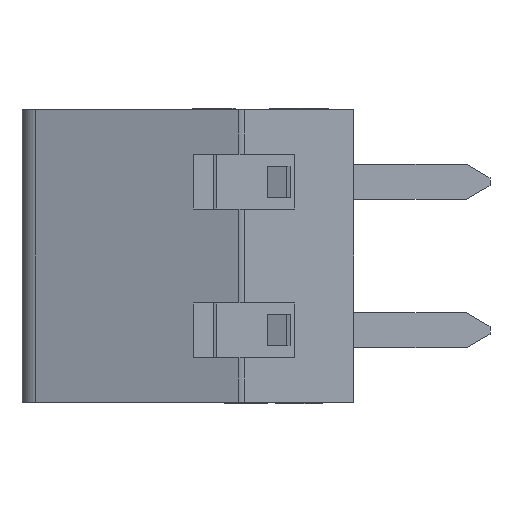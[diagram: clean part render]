
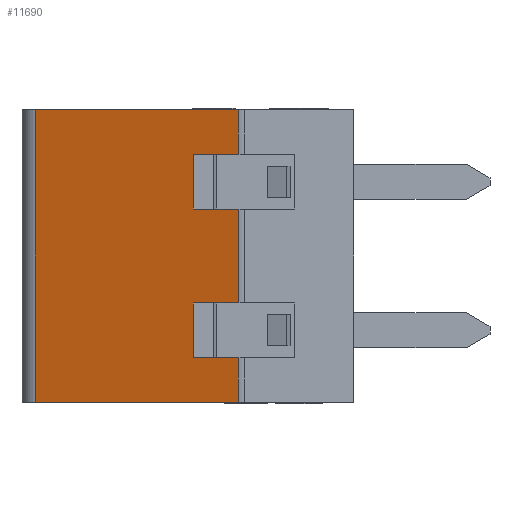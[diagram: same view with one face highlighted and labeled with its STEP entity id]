
A CAD part, left-side view. The second image highlights one B-rep face of the part: STEP entity #11690.
In plain terms, the highlighted planar face has unit normal (-0.951, 0.309, 0).
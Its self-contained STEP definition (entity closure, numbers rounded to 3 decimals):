
#1298=DIRECTION('',(0.,0.,1.));
#1299=VECTOR('',#1298,1.15);
#1300=CARTESIAN_POINT('',(-3.676,2.955,0.701));
#1301=LINE('',#1300,#1299);
#1340=DIRECTION('',(0.,0.,1.));
#1341=VECTOR('',#1340,2.41);
#1342=CARTESIAN_POINT('',(-3.676,2.955,-3.109));
#1343=LINE('',#1342,#1341);
#1382=DIRECTION('',(0.,0.,1.));
#1383=VECTOR('',#1382,1.15);
#1384=CARTESIAN_POINT('',(-3.676,2.955,-5.659));
#1385=LINE('',#1384,#1383);
#1386=DIRECTION('',(-0.309,-0.951,0.));
#1387=VECTOR('',#1386,5.468);
#1388=CARTESIAN_POINT('',(-1.986,8.155,-5.659));
#1389=LINE('',#1388,#1387);
#1390=DIRECTION('',(0.,0.,1.));
#1391=VECTOR('',#1390,7.51);
#1392=CARTESIAN_POINT('',(-1.986,8.155,-5.659));
#1393=LINE('',#1392,#1391);
#1394=DIRECTION('',(-0.309,-0.951,0.));
#1395=VECTOR('',#1394,5.468);
#1396=CARTESIAN_POINT('',(-1.986,8.155,1.851));
#1397=LINE('',#1396,#1395);
#1398=DIRECTION('',(0.309,0.951,0.));
#1399=VECTOR('',#1398,1.215);
#1400=CARTESIAN_POINT('',(-3.676,2.955,0.701));
#1401=LINE('',#1400,#1399);
#1402=DIRECTION('',(0.,0.,1.));
#1403=VECTOR('',#1402,1.4);
#1404=CARTESIAN_POINT('',(-3.3,4.11,-0.699));
#1405=LINE('',#1404,#1403);
#1406=DIRECTION('',(0.309,0.951,0.));
#1407=VECTOR('',#1406,1.215);
#1408=CARTESIAN_POINT('',(-3.676,2.955,-0.699));
#1409=LINE('',#1408,#1407);
#1410=DIRECTION('',(0.309,0.951,0.));
#1411=VECTOR('',#1410,1.215);
#1412=CARTESIAN_POINT('',(-3.676,2.955,-3.109));
#1413=LINE('',#1412,#1411);
#1414=DIRECTION('',(0.,0.,1.));
#1415=VECTOR('',#1414,1.4);
#1416=CARTESIAN_POINT('',(-3.3,4.11,-4.509));
#1417=LINE('',#1416,#1415);
#1418=DIRECTION('',(0.309,0.951,0.));
#1419=VECTOR('',#1418,1.215);
#1420=CARTESIAN_POINT('',(-3.676,2.955,-4.509));
#1421=LINE('',#1420,#1419);
#8307=CARTESIAN_POINT('',(-3.3,4.11,-0.699));
#8308=VERTEX_POINT('',#8307);
#8309=CARTESIAN_POINT('',(-3.3,4.11,0.701));
#8310=VERTEX_POINT('',#8309);
#8403=CARTESIAN_POINT('',(-3.676,2.955,-0.699));
#8404=VERTEX_POINT('',#8403);
#8405=CARTESIAN_POINT('',(-3.676,2.955,0.701));
#8406=VERTEX_POINT('',#8405);
#8419=CARTESIAN_POINT('',(-1.986,8.155,1.851));
#8420=VERTEX_POINT('',#8419);
#8421=CARTESIAN_POINT('',(-3.676,2.955,1.851));
#8422=VERTEX_POINT('',#8421);
#8435=CARTESIAN_POINT('',(-1.986,8.155,-5.659));
#8436=VERTEX_POINT('',#8435);
#8437=CARTESIAN_POINT('',(-3.676,2.955,-5.659));
#8438=VERTEX_POINT('',#8437);
#8519=CARTESIAN_POINT('',(-3.676,2.955,-4.509));
#8520=CARTESIAN_POINT('',(-3.3,4.11,-4.509));
#8521=VERTEX_POINT('',#8519);
#8522=VERTEX_POINT('',#8520);
#8523=CARTESIAN_POINT('',(-3.3,4.11,-3.109));
#8524=VERTEX_POINT('',#8523);
#8525=CARTESIAN_POINT('',(-3.676,2.955,-3.109));
#8526=VERTEX_POINT('',#8525);
#11668=CARTESIAN_POINT('',(-1.986,8.155,-1.904));
#11669=DIRECTION('',(-0.951,0.309,0.));
#11670=DIRECTION('',(-0.309,-0.951,0.));
#11671=AXIS2_PLACEMENT_3D('',#11668,#11669,#11670);
#11672=PLANE('',#11671);
#11673=ORIENTED_EDGE('',*,*,#10734,.F.);
#11675=ORIENTED_EDGE('',*,*,#11674,.T.);
#11676=ORIENTED_EDGE('',*,*,#11217,.T.);
#11677=ORIENTED_EDGE('',*,*,#11482,.F.);
#11678=ORIENTED_EDGE('',*,*,#11498,.T.);
#11680=ORIENTED_EDGE('',*,*,#11679,.F.);
#11681=ORIENTED_EDGE('',*,*,#11555,.F.);
#11682=ORIENTED_EDGE('',*,*,#11571,.F.);
#11683=ORIENTED_EDGE('',*,*,#11589,.T.);
#11685=ORIENTED_EDGE('',*,*,#11684,.F.);
#11686=ORIENTED_EDGE('',*,*,#11646,.F.);
#11687=ORIENTED_EDGE('',*,*,#11661,.F.);
#11688=EDGE_LOOP('',(#11673,#11675,#11676,#11677,#11678,#11680,#11681,#11682,
#11683,#11685,#11686,#11687));
#11689=FACE_OUTER_BOUND('',#11688,.F.);
#11690=ADVANCED_FACE('',(#11689),#11672,.T.);
#10734=EDGE_CURVE('',#8436,#8438,#1389,.T.);
#11217=EDGE_CURVE('',#8420,#8422,#1397,.T.);
#11482=EDGE_CURVE('',#8406,#8422,#1301,.T.);
#11498=EDGE_CURVE('',#8406,#8310,#1401,.T.);
#11555=EDGE_CURVE('',#8404,#8308,#1409,.T.);
#11571=EDGE_CURVE('',#8526,#8404,#1343,.T.);
#11589=EDGE_CURVE('',#8526,#8524,#1413,.T.);
#11646=EDGE_CURVE('',#8521,#8522,#1421,.T.);
#11661=EDGE_CURVE('',#8438,#8521,#1385,.T.);
#11674=EDGE_CURVE('',#8436,#8420,#1393,.T.);
#11679=EDGE_CURVE('',#8308,#8310,#1405,.T.);
#11684=EDGE_CURVE('',#8522,#8524,#1417,.T.);
